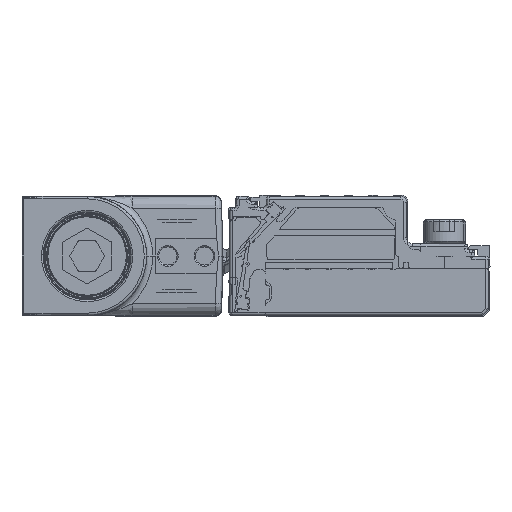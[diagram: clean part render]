
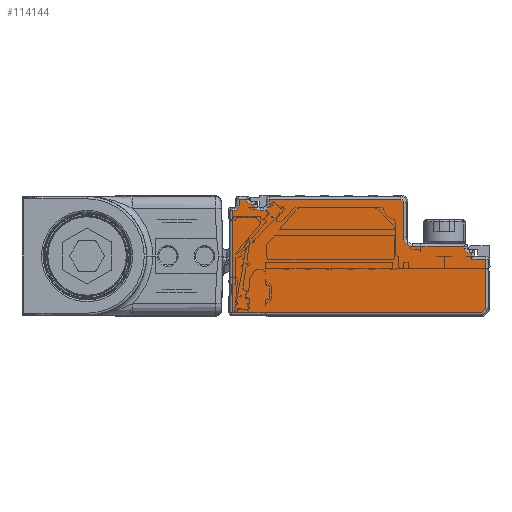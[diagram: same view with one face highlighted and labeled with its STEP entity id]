
A CAD part, left-side view. The second image highlights one B-rep face of the part: STEP entity #114144.
In plain terms, the highlighted planar face has unit normal (-1, 0, 0).
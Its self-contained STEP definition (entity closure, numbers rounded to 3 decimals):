
#113951=AXIS2_PLACEMENT_3D('Circle Axis2P3D',#113949,#113950,$) ;
#113964=AXIS2_PLACEMENT_3D('Plane Axis2P3D',#113961,#113962,#113963) ;
#113984=AXIS2_PLACEMENT_3D('Circle Axis2P3D',#113982,#113983,$) ;
#114003=AXIS2_PLACEMENT_3D('Circle Axis2P3D',#114001,#114002,$) ;
#114024=AXIS2_PLACEMENT_3D('Circle Axis2P3D',#114022,#114023,$) ;
#114038=AXIS2_PLACEMENT_3D('Circle Axis2P3D',#114036,#114037,$) ;
#114052=AXIS2_PLACEMENT_3D('Circle Axis2P3D',#114050,#114051,$) ;
#114073=AXIS2_PLACEMENT_3D('Circle Axis2P3D',#114071,#114072,$) ;
#113597=CARTESIAN_POINT('Vertex',(-878.,4.2,3.5)) ;
#113604=CARTESIAN_POINT('Vertex',(-878.,12.7,3.5)) ;
#113607=CARTESIAN_POINT('Line Origine',(-878.,21.5,3.5)) ;
#113946=CARTESIAN_POINT('Vertex',(-878.,14.2,5.)) ;
#113949=CARTESIAN_POINT('Axis2P3D Location',(-878.,12.7,5.)) ;
#113961=CARTESIAN_POINT('Axis2P3D Location',(-878.,0.2,-7.8)) ;
#113966=CARTESIAN_POINT('Line Origine',(-878.,3.,2.)) ;
#113970=CARTESIAN_POINT('Vertex',(-878.,3.,1.5)) ;
#113972=CARTESIAN_POINT('Vertex',(-878.,3.,2.5)) ;
#113975=CARTESIAN_POINT('Line Origine',(-878.,3.2,2.5)) ;
#113979=CARTESIAN_POINT('Vertex',(-878.,3.4,2.5)) ;
#113982=CARTESIAN_POINT('Axis2P3D Location',(-878.,3.4,3.3)) ;
#113986=CARTESIAN_POINT('Vertex',(-878.,4.2,3.3)) ;
#113989=CARTESIAN_POINT('Line Origine',(-878.,4.2,3.4)) ;
#113994=CARTESIAN_POINT('Line Origine',(-878.,14.2,7.9)) ;
#113998=CARTESIAN_POINT('Vertex',(-878.,14.2,10.8)) ;
#114001=CARTESIAN_POINT('Axis2P3D Location',(-878.,14.7,10.8)) ;
#114005=CARTESIAN_POINT('Vertex',(-878.,14.7,11.3)) ;
#114008=CARTESIAN_POINT('Line Origine',(-878.,25.5,11.3)) ;
#114012=CARTESIAN_POINT('Vertex',(-878.,36.3,11.3)) ;
#114015=CARTESIAN_POINT('Line Origine',(-878.,36.3,10.9)) ;
#114019=CARTESIAN_POINT('Vertex',(-878.,36.3,10.5)) ;
#114022=CARTESIAN_POINT('Axis2P3D Location',(-878.,37.3,10.5)) ;
#114026=CARTESIAN_POINT('Vertex',(-878.,37.3,9.5)) ;
#114029=CARTESIAN_POINT('Line Origine',(-878.,37.55,9.5)) ;
#114033=CARTESIAN_POINT('Vertex',(-878.,37.8,9.5)) ;
#114036=CARTESIAN_POINT('Axis2P3D Location',(-878.,37.8,10.5)) ;
#114040=CARTESIAN_POINT('Vertex',(-878.,38.8,10.5)) ;
#114043=CARTESIAN_POINT('Line Origine',(-878.,39.05,10.5)) ;
#114047=CARTESIAN_POINT('Vertex',(-878.,39.3,10.5)) ;
#114050=CARTESIAN_POINT('Axis2P3D Location',(-878.,39.3,11.3)) ;
#114054=CARTESIAN_POINT('Vertex',(-878.,40.1,11.3)) ;
#114057=CARTESIAN_POINT('Line Origine',(-878.,40.7,11.3)) ;
#114061=CARTESIAN_POINT('Vertex',(-878.,41.3,11.3)) ;
#114064=CARTESIAN_POINT('Line Origine',(-878.,41.3,10.8)) ;
#114068=CARTESIAN_POINT('Vertex',(-878.,41.3,10.3)) ;
#114071=CARTESIAN_POINT('Axis2P3D Location',(-878.,42.1,10.3)) ;
#114075=CARTESIAN_POINT('Vertex',(-878.,42.1,9.5)) ;
#114078=CARTESIAN_POINT('Line Origine',(-878.,42.2,9.5)) ;
#114082=CARTESIAN_POINT('Vertex',(-878.,42.3,9.5)) ;
#114085=CARTESIAN_POINT('Line Origine',(-878.,42.3,1.1)) ;
#114089=CARTESIAN_POINT('Vertex',(-878.,42.3,-7.3)) ;
#114092=CARTESIAN_POINT('Line Origine',(-878.,21.854,-7.3)) ;
#114096=CARTESIAN_POINT('Vertex',(-878.,1.407,-7.3)) ;
#114099=CARTESIAN_POINT('Line Origine',(-878.,1.054,-6.946)) ;
#114103=CARTESIAN_POINT('Vertex',(-878.,0.7,-6.593)) ;
#114106=CARTESIAN_POINT('Line Origine',(-878.,0.7,-2.546)) ;
#114110=CARTESIAN_POINT('Vertex',(-878.,0.7,1.5)) ;
#114113=CARTESIAN_POINT('Line Origine',(-878.,1.85,1.5)) ;
#113608=DIRECTION('Vector Direction',(0.,-1.,0.)) ;
#113950=DIRECTION('Axis2P3D Direction',(1.,0.,0.)) ;
#113962=DIRECTION('Axis2P3D Direction',(-1.,0.,0.)) ;
#113963=DIRECTION('Axis2P3D XDirection',(0.,0.,1.)) ;
#113967=DIRECTION('Vector Direction',(0.,0.,1.)) ;
#113976=DIRECTION('Vector Direction',(0.,1.,0.)) ;
#113983=DIRECTION('Axis2P3D Direction',(-1.,0.,0.)) ;
#113990=DIRECTION('Vector Direction',(0.,0.,-1.)) ;
#113995=DIRECTION('Vector Direction',(0.,0.,1.)) ;
#114002=DIRECTION('Axis2P3D Direction',(-1.,0.,0.)) ;
#114009=DIRECTION('Vector Direction',(0.,1.,0.)) ;
#114016=DIRECTION('Vector Direction',(0.,0.,-1.)) ;
#114023=DIRECTION('Axis2P3D Direction',(-1.,0.,0.)) ;
#114030=DIRECTION('Vector Direction',(0.,1.,0.)) ;
#114037=DIRECTION('Axis2P3D Direction',(-1.,0.,0.)) ;
#114044=DIRECTION('Vector Direction',(0.,-1.,0.)) ;
#114051=DIRECTION('Axis2P3D Direction',(-1.,0.,0.)) ;
#114058=DIRECTION('Vector Direction',(0.,1.,0.)) ;
#114065=DIRECTION('Vector Direction',(0.,0.,-1.)) ;
#114072=DIRECTION('Axis2P3D Direction',(-1.,0.,0.)) ;
#114079=DIRECTION('Vector Direction',(0.,1.,0.)) ;
#114086=DIRECTION('Vector Direction',(0.,0.,-1.)) ;
#114093=DIRECTION('Vector Direction',(0.,-1.,0.)) ;
#114100=DIRECTION('Vector Direction',(0.,-0.707,0.707)) ;
#114107=DIRECTION('Vector Direction',(0.,0.,1.)) ;
#114114=DIRECTION('Vector Direction',(0.,1.,0.)) ;
#113609=VECTOR('Line Direction',#113608,1.) ;
#113968=VECTOR('Line Direction',#113967,1.) ;
#113977=VECTOR('Line Direction',#113976,1.) ;
#113991=VECTOR('Line Direction',#113990,1.) ;
#113996=VECTOR('Line Direction',#113995,1.) ;
#114010=VECTOR('Line Direction',#114009,1.) ;
#114017=VECTOR('Line Direction',#114016,1.) ;
#114031=VECTOR('Line Direction',#114030,1.) ;
#114045=VECTOR('Line Direction',#114044,1.) ;
#114059=VECTOR('Line Direction',#114058,1.) ;
#114066=VECTOR('Line Direction',#114065,1.) ;
#114080=VECTOR('Line Direction',#114079,1.) ;
#114087=VECTOR('Line Direction',#114086,1.) ;
#114094=VECTOR('Line Direction',#114093,1.) ;
#114101=VECTOR('Line Direction',#114100,1.) ;
#114108=VECTOR('Line Direction',#114107,1.) ;
#114115=VECTOR('Line Direction',#114114,1.) ;
#114119=ORIENTED_EDGE('',*,*,#113974,.T.) ;
#114120=ORIENTED_EDGE('',*,*,#113981,.T.) ;
#114121=ORIENTED_EDGE('',*,*,#113988,.T.) ;
#114122=ORIENTED_EDGE('',*,*,#113993,.T.) ;
#114123=ORIENTED_EDGE('',*,*,#113611,.T.) ;
#114124=ORIENTED_EDGE('',*,*,#113953,.T.) ;
#114125=ORIENTED_EDGE('',*,*,#114000,.T.) ;
#114126=ORIENTED_EDGE('',*,*,#114007,.T.) ;
#114127=ORIENTED_EDGE('',*,*,#114014,.T.) ;
#114128=ORIENTED_EDGE('',*,*,#114021,.T.) ;
#114129=ORIENTED_EDGE('',*,*,#114028,.T.) ;
#114130=ORIENTED_EDGE('',*,*,#114035,.T.) ;
#114131=ORIENTED_EDGE('',*,*,#114042,.T.) ;
#114132=ORIENTED_EDGE('',*,*,#114049,.T.) ;
#114133=ORIENTED_EDGE('',*,*,#114056,.T.) ;
#114134=ORIENTED_EDGE('',*,*,#114063,.T.) ;
#114135=ORIENTED_EDGE('',*,*,#114070,.T.) ;
#114136=ORIENTED_EDGE('',*,*,#114077,.T.) ;
#114137=ORIENTED_EDGE('',*,*,#114084,.T.) ;
#114138=ORIENTED_EDGE('',*,*,#114091,.T.) ;
#114139=ORIENTED_EDGE('',*,*,#114098,.T.) ;
#114140=ORIENTED_EDGE('',*,*,#114105,.T.) ;
#114141=ORIENTED_EDGE('',*,*,#114112,.T.) ;
#114142=ORIENTED_EDGE('',*,*,#114117,.T.) ;
#114144=ADVANCED_FACE('Brep With Voids',(#114143),#113965,.T.) ;
#113952=CIRCLE('generated circle',#113951,1.5) ;
#113985=CIRCLE('generated circle',#113984,0.8) ;
#114004=CIRCLE('generated circle',#114003,0.5) ;
#114025=CIRCLE('generated circle',#114024,1.) ;
#114039=CIRCLE('generated circle',#114038,1.) ;
#114053=CIRCLE('generated circle',#114052,0.8) ;
#114074=CIRCLE('generated circle',#114073,0.8) ;
#113611=EDGE_CURVE('',#113598,#113605,#113610,.F.) ;
#113953=EDGE_CURVE('',#113605,#113947,#113952,.T.) ;
#113974=EDGE_CURVE('',#113971,#113973,#113969,.T.) ;
#113981=EDGE_CURVE('',#113973,#113980,#113978,.T.) ;
#113988=EDGE_CURVE('',#113980,#113987,#113985,.F.) ;
#113993=EDGE_CURVE('',#113987,#113598,#113992,.F.) ;
#114000=EDGE_CURVE('',#113947,#113999,#113997,.T.) ;
#114007=EDGE_CURVE('',#113999,#114006,#114004,.T.) ;
#114014=EDGE_CURVE('',#114006,#114013,#114011,.T.) ;
#114021=EDGE_CURVE('',#114013,#114020,#114018,.T.) ;
#114028=EDGE_CURVE('',#114020,#114027,#114025,.F.) ;
#114035=EDGE_CURVE('',#114027,#114034,#114032,.T.) ;
#114042=EDGE_CURVE('',#114034,#114041,#114039,.F.) ;
#114049=EDGE_CURVE('',#114041,#114048,#114046,.F.) ;
#114056=EDGE_CURVE('',#114048,#114055,#114053,.F.) ;
#114063=EDGE_CURVE('',#114055,#114062,#114060,.T.) ;
#114070=EDGE_CURVE('',#114062,#114069,#114067,.T.) ;
#114077=EDGE_CURVE('',#114069,#114076,#114074,.F.) ;
#114084=EDGE_CURVE('',#114076,#114083,#114081,.T.) ;
#114091=EDGE_CURVE('',#114083,#114090,#114088,.T.) ;
#114098=EDGE_CURVE('',#114090,#114097,#114095,.T.) ;
#114105=EDGE_CURVE('',#114097,#114104,#114102,.T.) ;
#114112=EDGE_CURVE('',#114104,#114111,#114109,.T.) ;
#114117=EDGE_CURVE('',#114111,#113971,#114116,.T.) ;
#114118=EDGE_LOOP('',(#114119,#114120,#114121,#114122,#114123,#114124,#114125,#114126,#114127,#114128,#114129,#114130,#114131,#114132,#114133,#114134,#114135,#114136,#114137,#114138,#114139,#114140,#114141,#114142)) ;
#114143=FACE_OUTER_BOUND('',#114118,.T.) ;
#113610=LINE('Line',#113607,#113609) ;
#113969=LINE('Line',#113966,#113968) ;
#113978=LINE('Line',#113975,#113977) ;
#113992=LINE('Line',#113989,#113991) ;
#113997=LINE('Line',#113994,#113996) ;
#114011=LINE('Line',#114008,#114010) ;
#114018=LINE('Line',#114015,#114017) ;
#114032=LINE('Line',#114029,#114031) ;
#114046=LINE('Line',#114043,#114045) ;
#114060=LINE('Line',#114057,#114059) ;
#114067=LINE('Line',#114064,#114066) ;
#114081=LINE('Line',#114078,#114080) ;
#114088=LINE('Line',#114085,#114087) ;
#114095=LINE('Line',#114092,#114094) ;
#114102=LINE('Line',#114099,#114101) ;
#114109=LINE('Line',#114106,#114108) ;
#114116=LINE('Line',#114113,#114115) ;
#113965=PLANE('',#113964) ;
#113598=VERTEX_POINT('',#113597) ;
#113605=VERTEX_POINT('',#113604) ;
#113947=VERTEX_POINT('',#113946) ;
#113971=VERTEX_POINT('',#113970) ;
#113973=VERTEX_POINT('',#113972) ;
#113980=VERTEX_POINT('',#113979) ;
#113987=VERTEX_POINT('',#113986) ;
#113999=VERTEX_POINT('',#113998) ;
#114006=VERTEX_POINT('',#114005) ;
#114013=VERTEX_POINT('',#114012) ;
#114020=VERTEX_POINT('',#114019) ;
#114027=VERTEX_POINT('',#114026) ;
#114034=VERTEX_POINT('',#114033) ;
#114041=VERTEX_POINT('',#114040) ;
#114048=VERTEX_POINT('',#114047) ;
#114055=VERTEX_POINT('',#114054) ;
#114062=VERTEX_POINT('',#114061) ;
#114069=VERTEX_POINT('',#114068) ;
#114076=VERTEX_POINT('',#114075) ;
#114083=VERTEX_POINT('',#114082) ;
#114090=VERTEX_POINT('',#114089) ;
#114097=VERTEX_POINT('',#114096) ;
#114104=VERTEX_POINT('',#114103) ;
#114111=VERTEX_POINT('',#114110) ;
